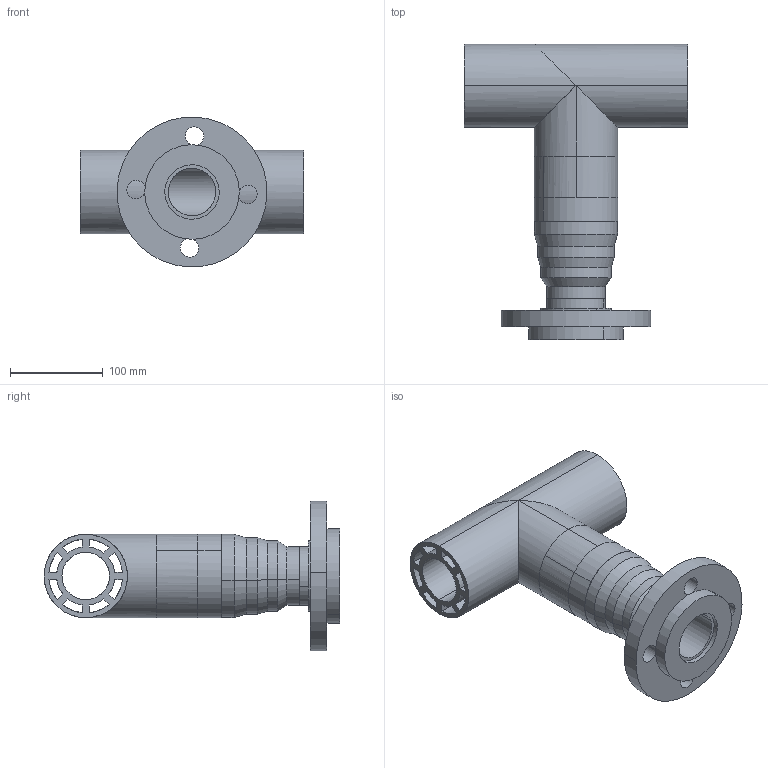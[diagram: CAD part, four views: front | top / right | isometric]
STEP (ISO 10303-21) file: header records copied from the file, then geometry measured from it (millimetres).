
FILE_DESCRIPTION (( 'STEP AP203' ), '1' );
FILE_NAME ('--7867338.STEP', '2015-03-24T14:56:12', ( 'enduser' ), ( '' ), 'SwSTEP 2.0', 'SolidWorks 2014', '' );
FILE_SCHEMA (( 'CONFIG_CONTROL_DESIGN' ));
Length unit declared in the file: inch
Products named in the file (1): --7867338
Bounding box: 241.3 x 319.38 x 161.85 mm (x, y, z)
Surface area: 354730.6 mm2 (no closed solid volume)
Topology: 0 solids, 9 shells, 122 faces, 362 edges, 250 vertices
Faces by surface type: cylinder 74, plane 42, cone 6
Entity records: 4193 total; most frequent: CARTESIAN_POINT 861, DIRECTION 694, ORIENTED_EDGE 600, EDGE_CURVE 362, AXIS2_PLACEMENT_3D 251, VERTEX_POINT 250, VECTOR 192, LINE 192
